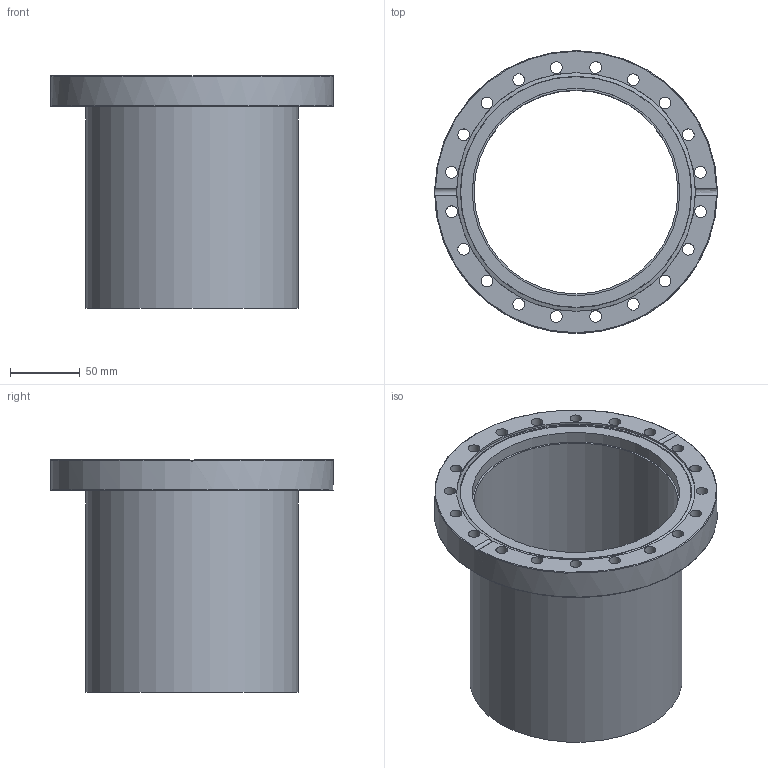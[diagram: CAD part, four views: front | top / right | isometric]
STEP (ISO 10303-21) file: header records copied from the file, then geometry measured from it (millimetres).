
FILE_DESCRIPTION((''),'2;1');
FILE_NAME('TU150-304.stp','2009-04-03T10:40:57',('hasers'),(''),'Autodesk Inventor 2008','Autodesk Inventor 2008','');
FILE_SCHEMA(('AUTOMOTIVE_DESIGN { 1 0 10303 214 1 1 1 1 }'));
Length unit declared in the file: millimetre
Products named in the file (3): TU150-304; CF-07 [Keywords [Summary]=1.4301][Company [Summary]=Vacom][Title [Summary]=F150B152]; Rohre [Subject [Summary]=normal][Keywords [Summary]=1.4301][Title [Summary]=152x3,0 (0,5m)]_1
Assembly tree (2 placements, depth 2):
  TU150-304
    CF-07 [Keywords [Summary]=1.4301][Company [Summary]=Vacom][Title [Summary]=F150B152]
    Rohre [Subject [Summary]=normal][Keywords [Summary]=1.4301][Title [Summary]=152x3,0 (0,5m)]_1
Bounding box: 203 x 203 x 167 mm (x, y, z)
Volume: 507488.7 mm3; surface area: 214614.1 mm2
Topology: 2 solids, 2 shells, 41 faces, 124 edges, 88 vertices
Faces by surface type: bspline 21, cylinder 7, plane 7, torus 4, cone 2
Full cylindrical faces by diameter (mm): 146.4 x1, 149 x1, 152.4 x1, 152.9 x1, 171.4 x1, 203 x1
Entity records: 1645 total; most frequent: CARTESIAN_POINT 654, DIRECTION 174, ORIENTED_EDGE 144, EDGE_LOOP 116, AXIS2_PLACEMENT_3D 85, FACE_BOUND 75, EDGE_CURVE 72, VERTEX_POINT 66
